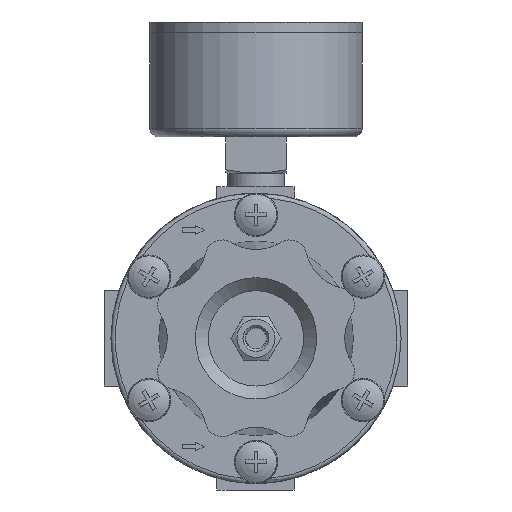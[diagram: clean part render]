
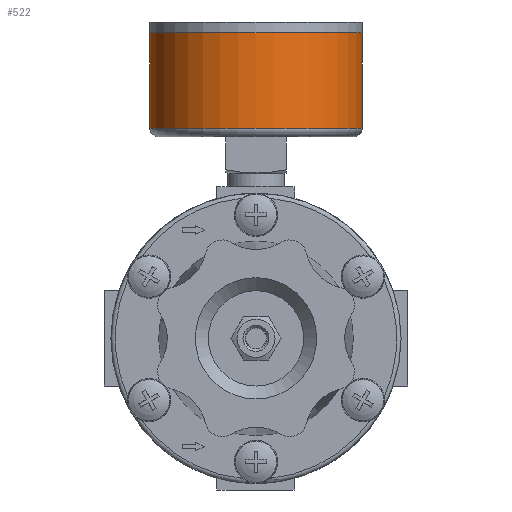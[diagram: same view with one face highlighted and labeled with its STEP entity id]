
A CAD part, front view. The second image highlights one B-rep face of the part: STEP entity #522.
In plain terms, the highlighted cylindrical face has radius 24.5 mm (diameter 49 mm), a full revolution.
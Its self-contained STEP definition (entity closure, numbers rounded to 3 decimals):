
#522 = ADVANCED_FACE( '', ( #1338, #1339 ), #1340, .T. );
#1338 = FACE_OUTER_BOUND( '', #2178, .T. );
#1339 = FACE_OUTER_BOUND( '', #2179, .T. );
#1340 = CYLINDRICAL_SURFACE( '', #2180, 24.5 );
#2178 = EDGE_LOOP( '', ( #4953 ) );
#2179 = EDGE_LOOP( '', ( #4954 ) );
#2180 = AXIS2_PLACEMENT_3D( '', #4955, #4956, #4957 );
#4953 = ORIENTED_EDGE( '', *, *, #5897, .F. );
#4954 = ORIENTED_EDGE( '', *, *, #5898, .T. );
#4955 = CARTESIAN_POINT( '', ( 0., 0., 18.5 ) );
#4956 = DIRECTION( '', ( 0., 0., 1. ) );
#4957 = DIRECTION( '', ( -1., 0., 0. ) );
#5897 = EDGE_CURVE( '', #7333, #7333, #7334, .T. );
#5898 = EDGE_CURVE( '', #7335, #7335, #7336, .T. );
#7333 = VERTEX_POINT( '', #9769 );
#7334 = CIRCLE( '', #9770, 24.5 );
#7335 = VERTEX_POINT( '', #9771 );
#7336 = CIRCLE( '', #9772, 24.5 );
#9769 = CARTESIAN_POINT( '', ( -24.5, 0., 20.5 ) );
#9770 = AXIS2_PLACEMENT_3D( '', #11257, #11258, #11259 );
#9771 = CARTESIAN_POINT( '', ( -24.5, 0., 42.48 ) );
#9772 = AXIS2_PLACEMENT_3D( '', #11260, #11261, #11262 );
#11257 = CARTESIAN_POINT( '', ( 0., 0., 20.5 ) );
#11258 = DIRECTION( '', ( 0., 0., -1. ) );
#11259 = DIRECTION( '', ( -1., 0., 0. ) );
#11260 = CARTESIAN_POINT( '', ( 0., 0., 42.48 ) );
#11261 = DIRECTION( '', ( 0., 0., -1. ) );
#11262 = DIRECTION( '', ( -1., 0., 0. ) );
